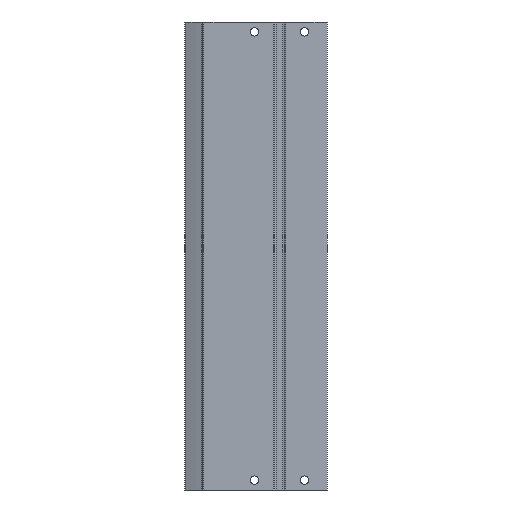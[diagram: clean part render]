
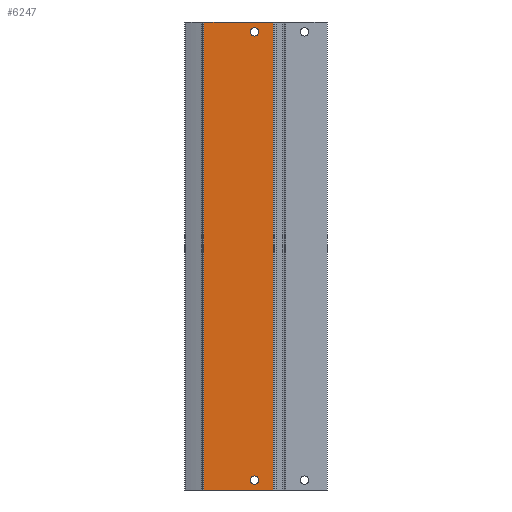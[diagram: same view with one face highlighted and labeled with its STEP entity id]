
A CAD part, front view. The second image highlights one B-rep face of the part: STEP entity #6247.
In plain terms, the highlighted planar face has unit normal (0, -1, 0).
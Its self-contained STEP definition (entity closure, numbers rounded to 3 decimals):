
#333=PLANE('',#6744);
#529=CIRCLE('',#6745,3.15);
#530=CIRCLE('',#6746,3.15);
#1008=ORIENTED_EDGE('',*,*,#2594,.F.);
#1009=ORIENTED_EDGE('',*,*,#2595,.F.);
#1010=ORIENTED_EDGE('',*,*,#2596,.F.);
#1011=ORIENTED_EDGE('',*,*,#2593,.F.);
#1012=ORIENTED_EDGE('',*,*,#2597,.T.);
#1013=ORIENTED_EDGE('',*,*,#2598,.T.);
#2593=EDGE_CURVE('',#3383,#3382,#3969,.T.);
#2594=EDGE_CURVE('',#3384,#3384,#529,.T.);
#2595=EDGE_CURVE('',#3385,#3385,#530,.T.);
#2596=EDGE_CURVE('',#3382,#3386,#3970,.T.);
#2597=EDGE_CURVE('',#3383,#3387,#3971,.T.);
#2598=EDGE_CURVE('',#3387,#3386,#3972,.T.);
#3382=VERTEX_POINT('',#10139);
#3383=VERTEX_POINT('',#10141);
#3384=VERTEX_POINT('',#10145);
#3385=VERTEX_POINT('',#10147);
#3386=VERTEX_POINT('',#10149);
#3387=VERTEX_POINT('',#10151);
#3969=LINE('',#10142,#4354);
#3970=LINE('',#10148,#4355);
#3971=LINE('',#10150,#4356);
#3972=LINE('',#10152,#4357);
#4354=VECTOR('',#7612,1000.);
#4355=VECTOR('',#7619,1000.);
#4356=VECTOR('',#7620,1000.);
#4357=VECTOR('',#7621,1000.);
#4751=EDGE_LOOP('',(#1008));
#4752=EDGE_LOOP('',(#1009));
#4753=EDGE_LOOP('',(#1010,#1011,#1012,#1013));
#5438=FACE_BOUND('',#4751,.T.);
#5439=FACE_BOUND('',#4752,.T.);
#5440=FACE_BOUND('',#4753,.T.);
#6247=ADVANCED_FACE('',(#5438,#5439,#5440),#333,.T.);
#6744=AXIS2_PLACEMENT_3D('',#10143,#7613,#7614);
#6745=AXIS2_PLACEMENT_3D('',#10144,#7615,#7616);
#6746=AXIS2_PLACEMENT_3D('',#10146,#7617,#7618);
#7612=DIRECTION('',(0.,0.,1.));
#7613=DIRECTION('',(0.,-1.,0.));
#7614=DIRECTION('',(0.,0.,-1.));
#7615=DIRECTION('',(0.,-1.,0.));
#7616=DIRECTION('',(0.,0.,-1.));
#7617=DIRECTION('',(0.,-1.,0.));
#7618=DIRECTION('',(0.,0.,-1.));
#7619=DIRECTION('',(1.,0.,0.));
#7620=DIRECTION('',(1.,0.,0.));
#7621=DIRECTION('',(0.,0.,1.));
#10139=CARTESIAN_POINT('',(-57.5,0.,0.));
#10141=CARTESIAN_POINT('',(-57.5,0.,-356.));
#10142=CARTESIAN_POINT('',(-57.5,0.,-356.));
#10143=CARTESIAN_POINT('',(-57.5,0.,-356.));
#10144=CARTESIAN_POINT('',(-19.,0.,-348.5));
#10145=CARTESIAN_POINT('',(-19.,0.,-351.65));
#10146=CARTESIAN_POINT('',(-19.,0.,-7.5));
#10147=CARTESIAN_POINT('',(-19.,0.,-10.65));
#10148=CARTESIAN_POINT('',(-57.5,0.,0.));
#10149=CARTESIAN_POINT('',(-4.7,0.,0.));
#10150=CARTESIAN_POINT('',(-57.5,0.,-356.));
#10151=CARTESIAN_POINT('',(-4.7,0.,-356.));
#10152=CARTESIAN_POINT('',(-4.7,0.,-356.));
